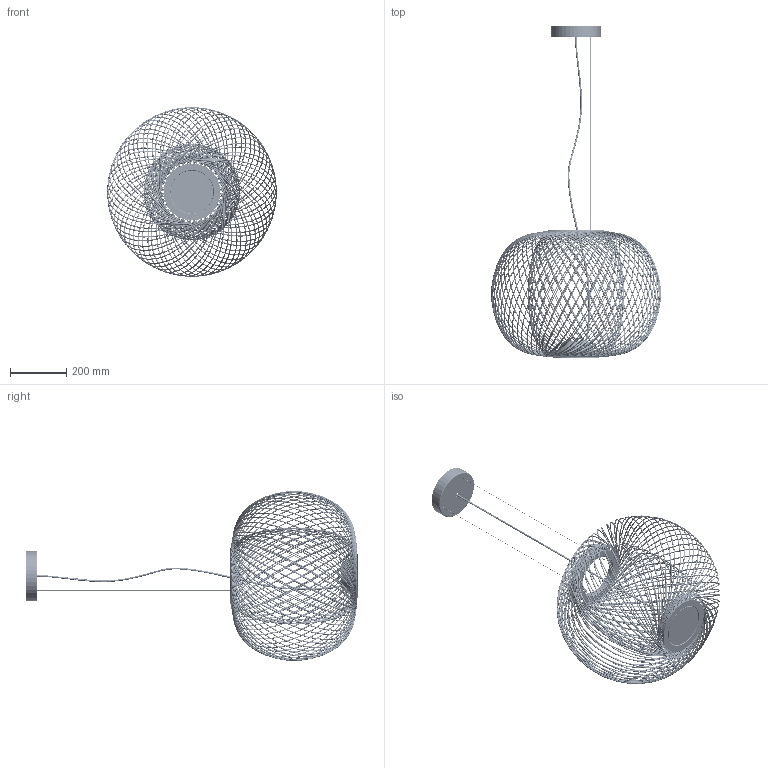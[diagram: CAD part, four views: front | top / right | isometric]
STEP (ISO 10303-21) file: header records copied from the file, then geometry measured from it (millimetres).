
FILE_DESCRIPTION (( 'STEP AP214' ), '1' );
FILE_NAME ('ANWAR T45.STEP', '2014-10-09T07:43:40', ( 'Josep Sancho' ), ( '' ), 'SwSTEP 2.0', 'SolidWorks 2010', '' );
FILE_SCHEMA (( 'AUTOMOTIVE_DESIGN' ));
Length unit declared in the file: millimetre
Products named in the file (23): 080100700000 - CONJUNTO FIJACIÓN DIAM.200X17MM SIN ACABADO; 060700400000 - REPULS DIAM.202X17 1,5MM; 061600100000 - ANILLO DIAM.183X3MM DIAM.INT.156MM; 080100200000 - CONJUNTO UNIÓN VARILLAS 600x450MM; 063200100000 - ANGULO SUPERIOR DIAM.EXT.200 DIAM.INT.153 ESP.2MM; 059700600000 - VARILLA INTERIOR DIAM.3,8 600X450MM; 059700500000 - VARILLA EXTERIOR DIAM.3,8 B 600X450MM; 059700400000 - VARILLA EXTERIOR DIAM.3,8 A 600X450MM; 063200200000 - ANGULO INFERIOR DIAM.EXT.200 DIAM.INT.153 ESP.2MM; CONJUNTO FUENTE DE LUZ ANWAR T; 026700300000 - DISCO DIAM.177X2MM ALUMINIO; 060700300000 - REPULS DIAM.177X31MM CONIFICADO; 067600600115 - DIFUS PMMA DIAM.150X3MM TRANSP. GRABADO PIRAM.; 021623200102 - TORNILLO DIN7985 M3x12 6.8 ZINCADO; 022100100102 - TUERCA DIN934 M3 ACERO ZINCADO; 026700200000 - DISCO DIAM.176X2MM 3XT.DIAM.2; CONJUNTO FLORON ANWAR T; 060700100000 - REPULSADO DIAM.175x40MM T. 12,5 3xDIAM.2 A 120º; 012600100114 - SUJETACABLES D.12X20MM CON R.SEGURIDAD NIQUEL; 017600100000 - CABLE ACERO INOX DIAM.1,25 X 0,6M CON TOPE; CABLE ELECTRICO CURVADO ANWAR T45; 021601500102 - TORNILLO DIN965 M4X10MM ACERO 6.8 ZINCADO; ANWAR T45
Assembly tree (77 placements, depth 3):
  ANWAR T45
    CONJUNTO FLORON ANWAR T
      060700100000 - REPULSADO DIAM.175x40MM T. 12,5 3xDIAM.2 A 120º
      017600100000 - CABLE ACERO INOX DIAM.1,25 X 0,6M CON TOPE  x3
      012600100114 - SUJETACABLES D.12X20MM CON R.SEGURIDAD NIQUEL
    021601500102 - TORNILLO DIN965 M4X10MM ACERO 6.8 ZINCADO  x35
    080100200000 - CONJUNTO UNIÓN VARILLAS 600x450MM  x8
      059700600000 - VARILLA INTERIOR DIAM.3,8 600X450MM
      059700400000 - VARILLA EXTERIOR DIAM.3,8 A 600X450MM
      063200200000 - ANGULO INFERIOR DIAM.EXT.200 DIAM.INT.153 ESP.2MM
      059700500000 - VARILLA EXTERIOR DIAM.3,8 B 600X450MM
      063200100000 - ANGULO SUPERIOR DIAM.EXT.200 DIAM.INT.153 ESP.2MM
    CABLE ELECTRICO CURVADO ANWAR T45
    026700200000 - DISCO DIAM.176X2MM 3XT.DIAM.2
    080100700000 - CONJUNTO FIJACIÓN DIAM.200X17MM SIN ACABADO  x2
      061600100000 - ANILLO DIAM.183X3MM DIAM.INT.156MM
      060700400000 - REPULS DIAM.202X17 1,5MM
    CONJUNTO FUENTE DE LUZ ANWAR T
      026700300000 - DISCO DIAM.177X2MM ALUMINIO
      022100100102 - TUERCA DIN934 M3 ACERO ZINCADO  x3
      021623200102 - TORNILLO DIN7985 M3x12 6.8 ZINCADO
      067600600115 - DIFUS PMMA DIAM.150X3MM TRANSP. GRABADO PIRAM.
      060700300000 - REPULS DIAM.177X31MM CONIFICADO
Bounding box: 602.43 x 1178.7 x 602.43 mm (x, y, z)
Volume: 1457663.1 mm3; surface area: 1549813.9 mm2
Topology: 165 solids, 165 shells, 5037 faces, 11705 edges, 7108 vertices
Faces by surface type: torus 1852, cylinder 1831, plane 820, cone 340, bspline 194
Entity records: 23009 total; most frequent: CARTESIAN_POINT 6913, DIRECTION 3237, ORIENTED_EDGE 2846, EDGE_CURVE 1423, AXIS2_PLACEMENT_3D 1368, VERTEX_POINT 912, EDGE_LOOP 803, CIRCLE 728
